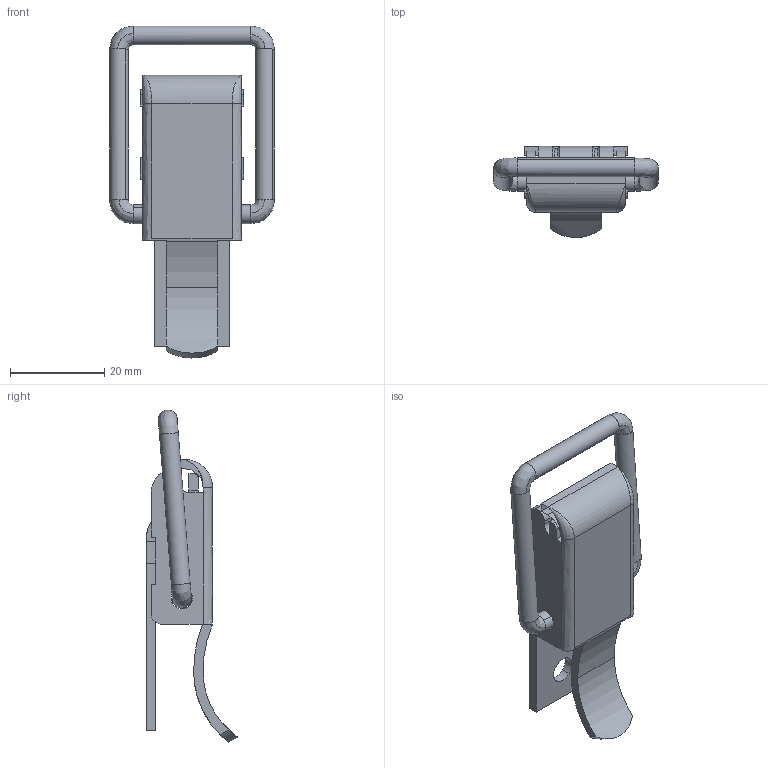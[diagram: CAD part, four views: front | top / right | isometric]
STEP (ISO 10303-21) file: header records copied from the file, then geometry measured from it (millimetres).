
FILE_DESCRIPTION((''),'2;1');
FILE_NAME('','2006-02-22T16:10:48',(''),(''),'','CADfix','');
FILE_SCHEMA(('AUTOMOTIVE_DESIGN'));
Length unit declared in the file: millimetre
Products named in the file (4): lever; base; arm; TL_87_1_21297_36
Assembly tree (3 placements, depth 2):
  TL_87_1_21297_36
    lever
    base
    arm
Bounding box: 35 x 19.3 x 70.49 mm (x, y, z)
Volume: 6851.2 mm3; surface area: 7863.9 mm2
Topology: 3 solids, 3 shells, 155 faces, 479 edges, 328 vertices
Faces by surface type: bspline 155
Entity records: 7815 total; most frequent: CARTESIAN_POINT 4930, ORIENTED_EDGE 954, EDGE_CURVE 477, VERTEX_POINT 328, B_SPLINE_CURVE_WITH_KNOTS 268, QUASI_UNIFORM_CURVE 209, EDGE_LOOP 165, FACE_OUTER_BOUND 155
